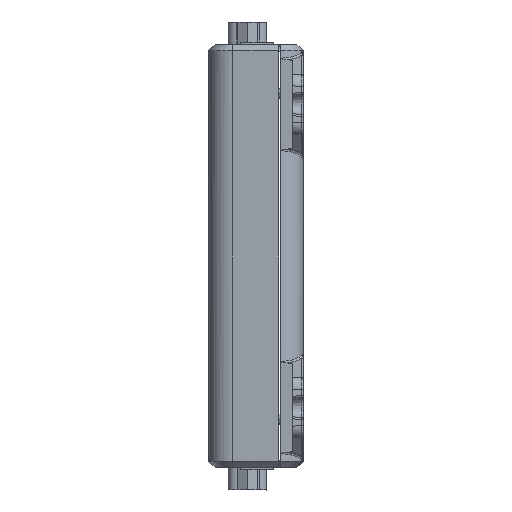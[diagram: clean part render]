
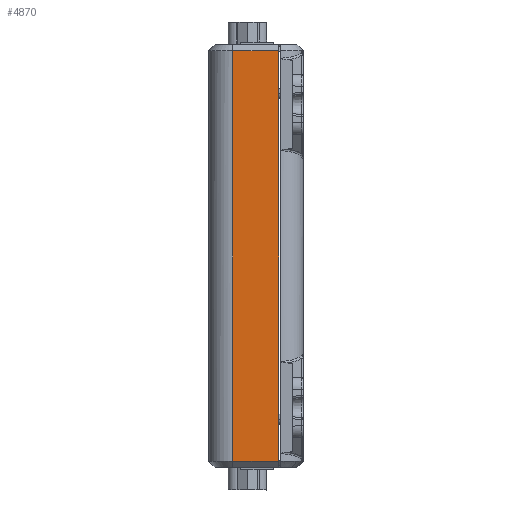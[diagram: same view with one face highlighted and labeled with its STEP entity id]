
A CAD part, left-side view. The second image highlights one B-rep face of the part: STEP entity #4870.
In plain terms, the highlighted planar face has unit normal (-0.999, 0.035, 0).
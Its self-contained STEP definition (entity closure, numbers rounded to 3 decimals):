
#1282 = EDGE_LOOP ( 'NONE', ( #2533, #25521, #10337, #12209 ) ) ;
#2533 = ORIENTED_EDGE ( 'NONE', *, *, #7006, .T. ) ;
#3088 = DIRECTION ( 'NONE',  ( 0.035, 0.999, 0. ) ) ;
#3219 = DIRECTION ( 'NONE',  ( -0.999, 0.035, 0. ) ) ;
#3588 = CARTESIAN_POINT ( 'NONE',  ( -8.854, 4.305, -48.979 ) ) ;
#4131 = CARTESIAN_POINT ( 'NONE',  ( -8.854, 4.305, -99.11 ) ) ;
#4609 = CARTESIAN_POINT ( 'NONE',  ( -8.854, 4.305, 1.151 ) ) ;
#4742 = EDGE_CURVE ( 'NONE', #7395, #14992, #5526, .T. ) ;
#4796 = EDGE_CURVE ( 'NONE', #8489, #14992, #15380, .T. ) ;
#4805 = CARTESIAN_POINT ( 'NONE',  ( -9.049, -1.3, 1.151 ) ) ;
#4870 = ADVANCED_FACE ( 'NONE', ( #36457 ), #26793, .T. ) ;
#4976 = VECTOR ( 'NONE', #8695, 1000. ) ;
#5526 = LINE ( 'NONE', #4609, #18384 ) ;
#5648 = DIRECTION ( 'NONE',  ( -0.035, -0.999, 0. ) ) ;
#7006 = EDGE_CURVE ( 'NONE', #8489, #22507, #36862, .T. ) ;
#7395 = VERTEX_POINT ( 'NONE', #4805 ) ;
#7780 = CARTESIAN_POINT ( 'NONE',  ( -8.658, 9.909, 1.151 ) ) ;
#8329 = VECTOR ( 'NONE', #5648, 1000. ) ;
#8489 = VERTEX_POINT ( 'NONE', #32426 ) ;
#8695 = DIRECTION ( 'NONE',  ( 0., 0., 1. ) ) ;
#10337 = ORIENTED_EDGE ( 'NONE', *, *, #4742, .T. ) ;
#12209 = ORIENTED_EDGE ( 'NONE', *, *, #4796, .F. ) ;
#14992 = VERTEX_POINT ( 'NONE', #7780 ) ;
#15380 = LINE ( 'NONE', #36425, #36061 ) ;
#17916 = LINE ( 'NONE', #36846, #4976 ) ;
#18384 = VECTOR ( 'NONE', #36589, 1000. ) ;
#21945 = CARTESIAN_POINT ( 'NONE',  ( -9.049, -1.3, -99.11 ) ) ;
#22507 = VERTEX_POINT ( 'NONE', #21945 ) ;
#25521 = ORIENTED_EDGE ( 'NONE', *, *, #25849, .T. ) ;
#25849 = EDGE_CURVE ( 'NONE', #22507, #7395, #17916, .T. ) ;
#26793 = PLANE ( 'NONE',  #32304 ) ;
#32304 = AXIS2_PLACEMENT_3D ( 'NONE', #3588, #3219, #3088 ) ;
#32325 = DIRECTION ( 'NONE',  ( 0., 0., 1. ) ) ;
#32426 = CARTESIAN_POINT ( 'NONE',  ( -8.658, 9.909, -99.11 ) ) ;
#36061 = VECTOR ( 'NONE', #32325, 1000. ) ;
#36425 = CARTESIAN_POINT ( 'NONE',  ( -8.658, 9.909, -17.386 ) ) ;
#36457 = FACE_OUTER_BOUND ( 'NONE', #1282, .T. ) ;
#36589 = DIRECTION ( 'NONE',  ( 0.035, 0.999, 0. ) ) ;
#36846 = CARTESIAN_POINT ( 'NONE',  ( -9.049, -1.3, -48.979 ) ) ;
#36862 = LINE ( 'NONE', #4131, #8329 ) ;
